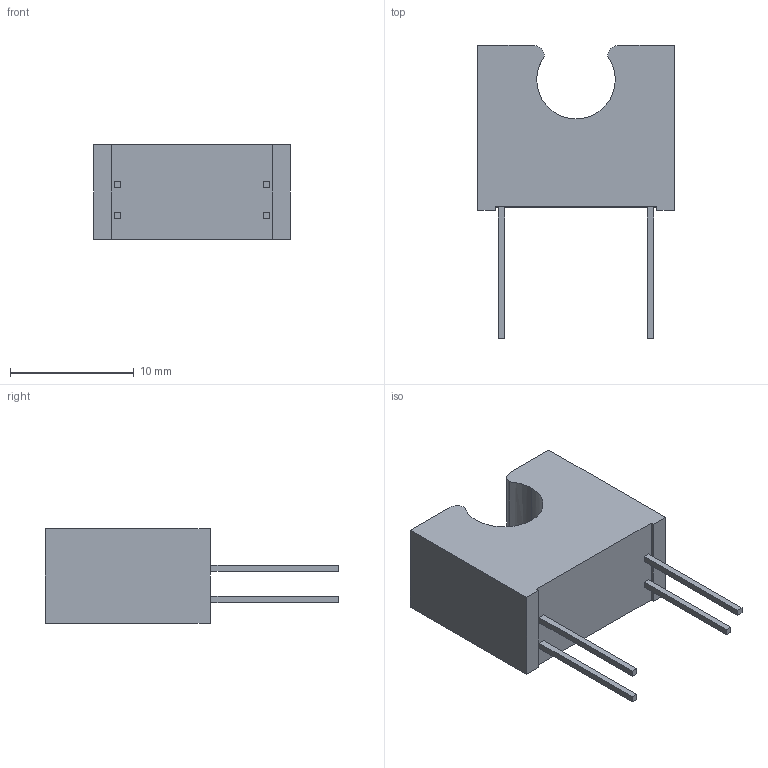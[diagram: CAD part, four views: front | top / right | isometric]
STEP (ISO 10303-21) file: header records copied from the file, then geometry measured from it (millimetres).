
FILE_DESCRIPTION (( 'STEP AP214' ), '1' );
FILE_NAME ('OPB350L250.STEP', '2018-09-13T12:07:59', ( '' ), ( '' ), 'SwSTEP 2.0', 'SolidWorks 2015', '' );
FILE_SCHEMA (( 'AUTOMOTIVE_DESIGN' ));
Length unit declared in the file: inch
Products named in the file (1): OPB350L250
Bounding box: 15.88 x 23.75 x 7.62 mm (x, y, z)
Volume: 1335.3 mm3; surface area: 996.6 mm2
Topology: 1 solids, 1 shells, 52 faces, 138 edges, 90 vertices
Faces by surface type: plane 41, cylinder 7, torus 4
Entity records: 1976 total; most frequent: CARTESIAN_POINT 309, ORIENTED_EDGE 268, DIRECTION 256, EDGE_CURVE 134, LINE 110, VECTOR 110, VERTEX_POINT 90, AXIS2_PLACEMENT_3D 73
